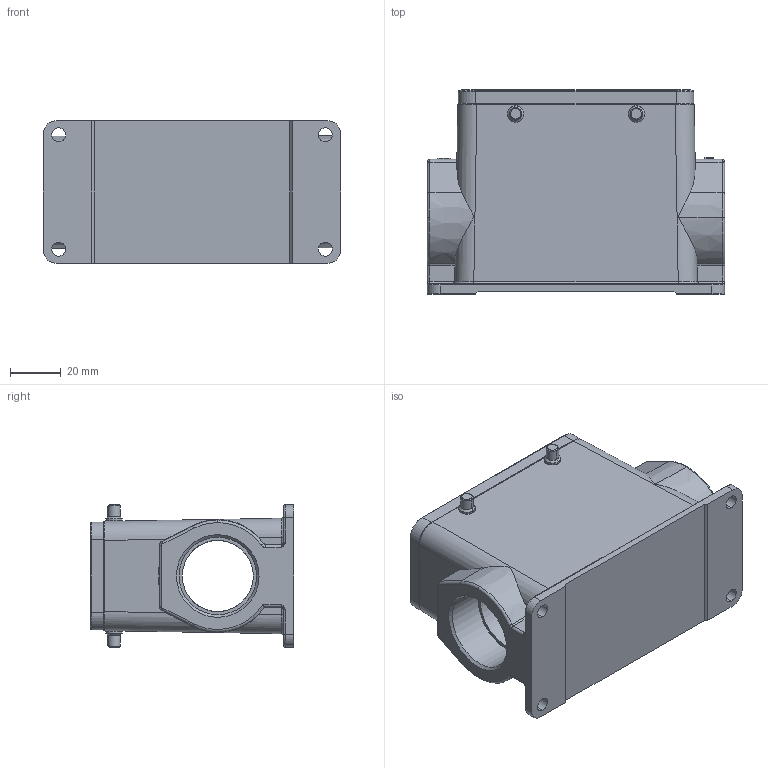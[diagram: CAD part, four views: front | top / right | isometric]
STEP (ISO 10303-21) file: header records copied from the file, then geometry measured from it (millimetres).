
FILE_DESCRIPTION(/* description */ (''),/* implementation_level */ '2;1');
FILE_NAME(/* name */ '3D_1240162305024_HV16B-SFH-4B-2M32_V1.1.STP',/* time_stamp */ '2024-01-02T13:05:59+08:00',/* author */ (''),/* organization */ (''),/* preprocessor_version */ 'ST-DEVELOPER v18.1',/* originating_system */ 'SIEMENS PLM Software NX 1980',/* authorisation */ '');
FILE_SCHEMA (('AUTOMOTIVE_DESIGN { 1 0 10303 214 3 1 1 1 }'));
Length unit declared in the file: millimetre
Products named in the file (1): 145924985FBBm0vb
Bounding box: 117 x 80.28 x 56.02 mm (x, y, z)
Volume: 149256.5 mm3; surface area: 57282.9 mm2
Topology: 5 solids, 10 shells, 436 faces, 1034 edges, 644 vertices
Faces by surface type: cylinder 170, plane 157, torus 48, cone 36, bspline 23, sphere 1, extrusion 1
Full cylindrical faces by diameter (mm): 28 x2, 30.5 x2
Entity records: 14484 total; most frequent: CARTESIAN_POINT 4813, ORIENTED_EDGE 2054, DIRECTION 1907, EDGE_CURVE 1027, AXIS2_PLACEMENT_3D 743, VERTEX_POINT 643, EDGE_LOOP 484, ADVANCED_FACE 436
